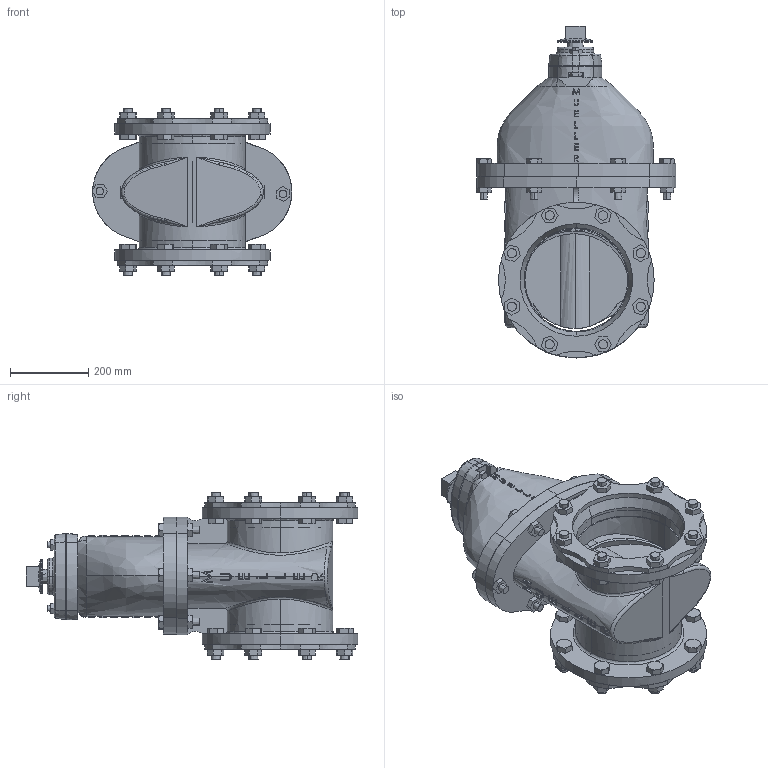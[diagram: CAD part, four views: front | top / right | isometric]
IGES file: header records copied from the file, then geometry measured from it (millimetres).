
Start section: SolidWorks IGES file using NURBS representation for surfaces
Global section: file name: A-2360-20_10_N.IGS; native system: SolidWorks 2014; preprocessor: SolidWorks 2014; author: CAD; date: 150223.131032; units: inch
Bounding box: 508.87 x 846.02 x 427.07 mm (x, y, z)
Volume: 33876566.4 mm3; surface area: 3124226.9 mm2
Topology: 71 solids, 71 shells, 1545 faces, 3978 edges, 2612 vertices
Faces by surface type: bspline 1545
